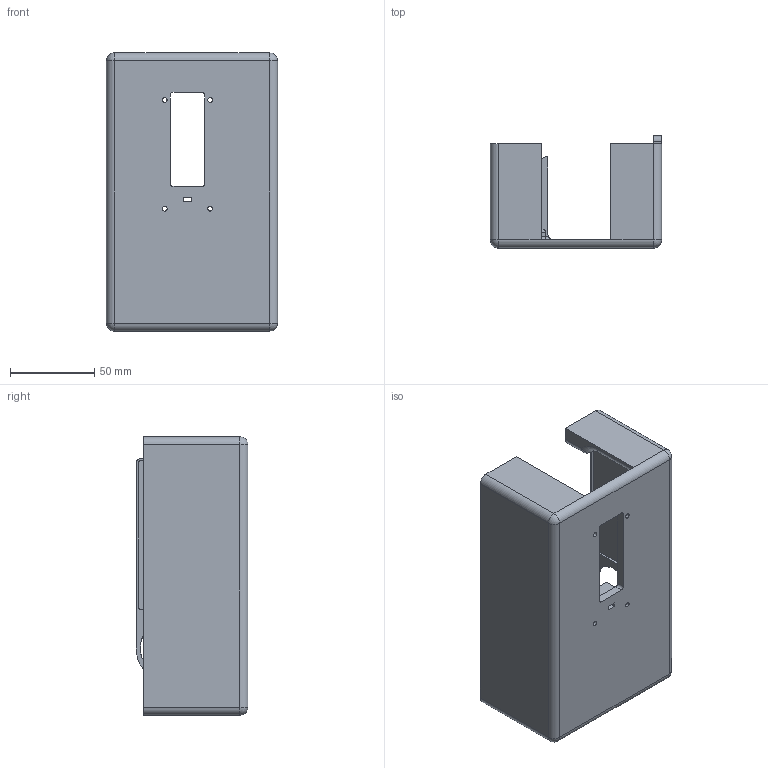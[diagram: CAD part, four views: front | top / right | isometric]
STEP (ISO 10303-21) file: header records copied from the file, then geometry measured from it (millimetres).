
FILE_DESCRIPTION(/* description */ (''),/* implementation_level */ '2;1');
FILE_NAME(/* name */ '0f05dc26-7918-410a-b167-c7173f8eb531.stp',/* time_stamp */ '2019-06-12T21:28:22+00:00',/* author */ (''),/* organization */ (''),/* preprocessor_version */ 'ST-DEVELOPER v18',/* originating_system */ 'Autodesk Translation Framework v8.2.0.1029',/* authorisation */ '');
FILE_SCHEMA (('AUTOMOTIVE_DESIGN { 1 0 10303 214 3 1 1 }'));
Length unit declared in the file: inch
Products named in the file (2): v7.2.0_Chassis; Main Housing
Assembly tree (1 placements, depth 2):
  v7.2.0_Chassis
    Main Housing
Bounding box: 101.6 x 66.45 x 165.1 mm (x, y, z)
Volume: 202736.8 mm3; surface area: 95087.9 mm2
Topology: 1 solids, 1 shells, 471 faces, 1307 edges, 866 vertices
Faces by surface type: bspline 216, plane 170, cylinder 73, sphere 7, torus 5
Full cylindrical faces by diameter (mm): 2.751 x4, 2.794 x4, 4.75 x4, 7.62 x4, 7.623 x4, 36.068 x1
Entity records: 17190 total; most frequent: CARTESIAN_POINT 6380, ORIENTED_EDGE 2614, DIRECTION 1548, EDGE_CURVE 1307, VERTEX_POINT 866, LINE 706, VECTOR 706, EDGE_LOOP 521
